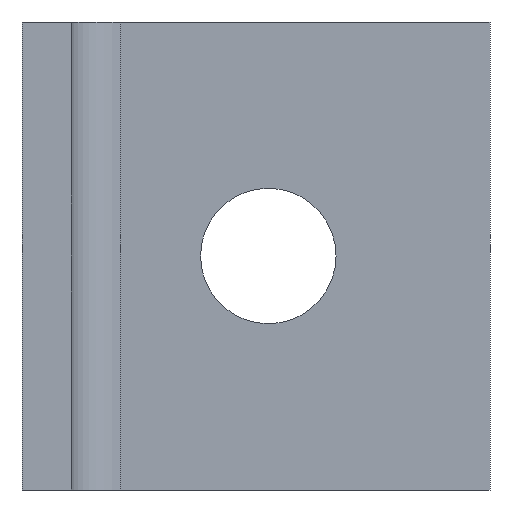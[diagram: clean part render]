
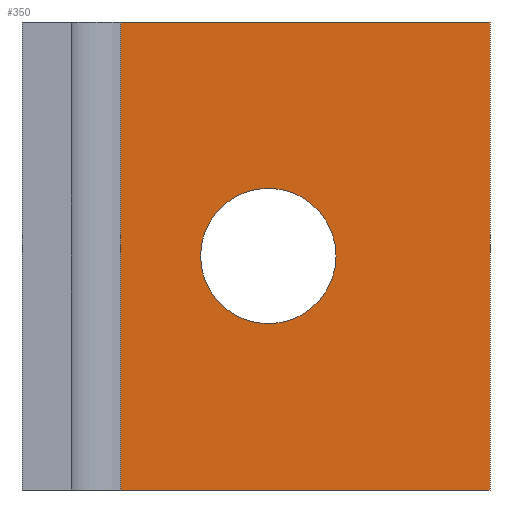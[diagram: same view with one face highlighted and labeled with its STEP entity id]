
A CAD part, front view. The second image highlights one B-rep face of the part: STEP entity #350.
In plain terms, the highlighted planar face has unit normal (0, -1, 0).
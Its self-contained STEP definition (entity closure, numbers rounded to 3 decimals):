
#143=CARTESIAN_POINT('',(25.5,-4.,0.));
#144=VERTEX_POINT('',#143);
#145=CARTESIAN_POINT('',(20.,-4.,0.));
#146=DIRECTION('',(0.0,1.0,0.0));
#147=DIRECTION('',(-1.0,0.0,0.0));
#148=AXIS2_PLACEMENT_3D('',#145,#146,#147);
#149=CIRCLE('',#148,5.5);
#150=EDGE_CURVE('',#144,#144,#149,.T.);
#291=CARTESIAN_POINT('',(8.,-4.,19.0));
#292=VERTEX_POINT('',#291);
#310=CARTESIAN_POINT('',(3.476,-4.,0.));
#311=DIRECTION('',(0.0,1.0,0.0));
#312=DIRECTION('',(0.0,0.0,1.0));
#313=AXIS2_PLACEMENT_3D('',#310,#311,#312);
#314=PLANE('',#313);
#315=CARTESIAN_POINT('',(8.,-4.,-19.0));
#316=VERTEX_POINT('',#315);
#317=CARTESIAN_POINT('',(8.,-4.,-19.0));
#318=DIRECTION('',(0.0,0.0,1.0));
#319=VECTOR('',#318,38.0);
#320=LINE('',#317,#319);
#321=EDGE_CURVE('',#316,#292,#320,.T.);
#322=ORIENTED_EDGE('',*,*,#321,.F.);
#323=CARTESIAN_POINT('',(38.0,-4.0,-19.0));
#324=VERTEX_POINT('',#323);
#325=CARTESIAN_POINT('',(38.0,-4.,-19.0));
#326=DIRECTION('',(-1.0,0.0,0.0));
#327=VECTOR('',#326,30.);
#328=LINE('',#325,#327);
#329=EDGE_CURVE('',#324,#316,#328,.T.);
#330=ORIENTED_EDGE('',*,*,#329,.F.);
#331=CARTESIAN_POINT('',(38.0,-4.0,19.0));
#332=VERTEX_POINT('',#331);
#333=CARTESIAN_POINT('',(38.0,-4.0,19.0));
#334=DIRECTION('',(0.0,0.0,-1.0));
#335=VECTOR('',#334,38.0);
#336=LINE('',#333,#335);
#337=EDGE_CURVE('',#332,#324,#336,.T.);
#338=ORIENTED_EDGE('',*,*,#337,.F.);
#339=CARTESIAN_POINT('',(8.,-4.,19.0));
#340=DIRECTION('',(1.0,0.0,0.0));
#341=VECTOR('',#340,30.);
#342=LINE('',#339,#341);
#343=EDGE_CURVE('',#292,#332,#342,.T.);
#344=ORIENTED_EDGE('',*,*,#343,.F.);
#345=EDGE_LOOP('',(#322,#330,#338,#344));
#346=FACE_OUTER_BOUND('',#345,.T.);
#347=ORIENTED_EDGE('',*,*,#150,.T.);
#348=EDGE_LOOP('',(#347));
#349=FACE_BOUND('',#348,.T.);
#350=ADVANCED_FACE('',(#346,#349),#314,.F.);
